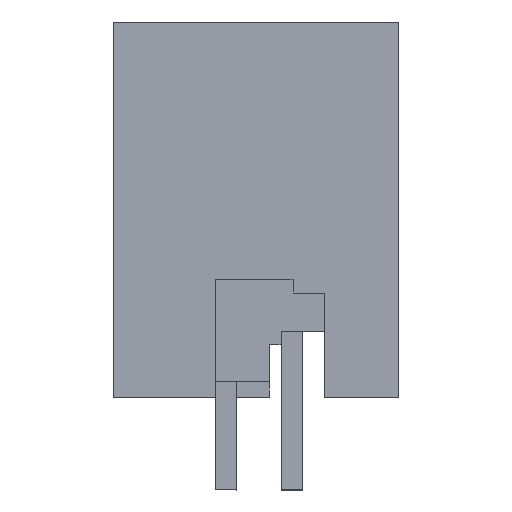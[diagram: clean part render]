
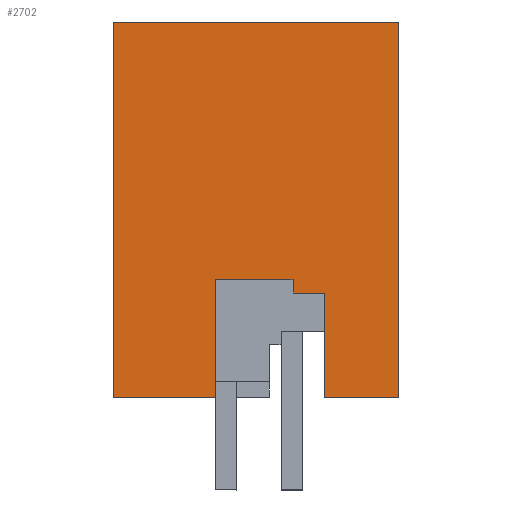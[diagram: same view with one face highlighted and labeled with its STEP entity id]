
A CAD part, left-side view. The second image highlights one B-rep face of the part: STEP entity #2702.
In plain terms, the highlighted planar face has unit normal (-1, 0, 0).
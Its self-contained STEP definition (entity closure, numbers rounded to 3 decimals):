
#2648=AXIS2_PLACEMENT_3D('Plane Axis2P3D',#2645,#2646,#2647) ;
#183=CARTESIAN_POINT('Vertex',(0.,10.8,17.7)) ;
#186=CARTESIAN_POINT('Line Origine',(0.,5.4,17.7)) ;
#190=CARTESIAN_POINT('Vertex',(0.,0.,17.7)) ;
#1287=CARTESIAN_POINT('Vertex',(0.,0.,3.5)) ;
#1290=CARTESIAN_POINT('Line Origine',(0.,0.,10.6)) ;
#1307=CARTESIAN_POINT('Line Origine',(0.,1.4,3.5)) ;
#1311=CARTESIAN_POINT('Vertex',(0.,2.8,3.5)) ;
#1758=CARTESIAN_POINT('Vertex',(0.,10.8,3.5)) ;
#1761=CARTESIAN_POINT('Line Origine',(0.,10.8,10.6)) ;
#2645=CARTESIAN_POINT('Axis2P3D Location',(0.,10.8,12.7)) ;
#2650=CARTESIAN_POINT('Line Origine',(0.,8.875,3.5)) ;
#2654=CARTESIAN_POINT('Vertex',(0.,6.95,3.5)) ;
#2657=CARTESIAN_POINT('Line Origine',(0.,6.95,5.725)) ;
#2661=CARTESIAN_POINT('Vertex',(0.,6.95,7.95)) ;
#2664=CARTESIAN_POINT('Line Origine',(0.,5.475,7.95)) ;
#2668=CARTESIAN_POINT('Vertex',(0.,4.,7.95)) ;
#2671=CARTESIAN_POINT('Line Origine',(0.,4.,7.7)) ;
#2675=CARTESIAN_POINT('Vertex',(0.,4.,7.45)) ;
#2678=CARTESIAN_POINT('Line Origine',(0.,3.4,7.45)) ;
#2682=CARTESIAN_POINT('Vertex',(0.,2.8,7.45)) ;
#2685=CARTESIAN_POINT('Line Origine',(0.,2.8,5.475)) ;
#187=DIRECTION('Vector Direction',(0.,-1.,0.)) ;
#1291=DIRECTION('Vector Direction',(0.,0.,1.)) ;
#1308=DIRECTION('Vector Direction',(0.,-1.,0.)) ;
#1762=DIRECTION('Vector Direction',(0.,0.,1.)) ;
#2646=DIRECTION('Axis2P3D Direction',(1.,0.,0.)) ;
#2647=DIRECTION('Axis2P3D XDirection',(0.,1.,0.)) ;
#2651=DIRECTION('Vector Direction',(0.,-1.,0.)) ;
#2658=DIRECTION('Vector Direction',(0.,0.,-1.)) ;
#2665=DIRECTION('Vector Direction',(0.,-1.,0.)) ;
#2672=DIRECTION('Vector Direction',(0.,0.,-1.)) ;
#2679=DIRECTION('Vector Direction',(0.,-1.,0.)) ;
#2686=DIRECTION('Vector Direction',(0.,0.,-1.)) ;
#188=VECTOR('Line Direction',#187,1.) ;
#1292=VECTOR('Line Direction',#1291,1.) ;
#1309=VECTOR('Line Direction',#1308,1.) ;
#1763=VECTOR('Line Direction',#1762,1.) ;
#2652=VECTOR('Line Direction',#2651,1.) ;
#2659=VECTOR('Line Direction',#2658,1.) ;
#2666=VECTOR('Line Direction',#2665,1.) ;
#2673=VECTOR('Line Direction',#2672,1.) ;
#2680=VECTOR('Line Direction',#2679,1.) ;
#2687=VECTOR('Line Direction',#2686,1.) ;
#2691=ORIENTED_EDGE('',*,*,#1313,.T.) ;
#2692=ORIENTED_EDGE('',*,*,#1294,.T.) ;
#2693=ORIENTED_EDGE('',*,*,#192,.F.) ;
#2694=ORIENTED_EDGE('',*,*,#1765,.F.) ;
#2695=ORIENTED_EDGE('',*,*,#2656,.T.) ;
#2696=ORIENTED_EDGE('',*,*,#2663,.F.) ;
#2697=ORIENTED_EDGE('',*,*,#2670,.T.) ;
#2698=ORIENTED_EDGE('',*,*,#2677,.T.) ;
#2699=ORIENTED_EDGE('',*,*,#2684,.T.) ;
#2700=ORIENTED_EDGE('',*,*,#2689,.T.) ;
#2702=ADVANCED_FACE('HOUSING',(#2701),#2649,.F.) ;
#192=EDGE_CURVE('',#184,#191,#189,.T.) ;
#1294=EDGE_CURVE('',#1288,#191,#1293,.T.) ;
#1313=EDGE_CURVE('',#1312,#1288,#1310,.T.) ;
#1765=EDGE_CURVE('',#1759,#184,#1764,.T.) ;
#2656=EDGE_CURVE('',#1759,#2655,#2653,.T.) ;
#2663=EDGE_CURVE('',#2662,#2655,#2660,.T.) ;
#2670=EDGE_CURVE('',#2662,#2669,#2667,.T.) ;
#2677=EDGE_CURVE('',#2669,#2676,#2674,.T.) ;
#2684=EDGE_CURVE('',#2676,#2683,#2681,.T.) ;
#2689=EDGE_CURVE('',#2683,#1312,#2688,.T.) ;
#2690=EDGE_LOOP('',(#2691,#2692,#2693,#2694,#2695,#2696,#2697,#2698,#2699,#2700)) ;
#2701=FACE_OUTER_BOUND('',#2690,.T.) ;
#189=LINE('Line',#186,#188) ;
#1293=LINE('Line',#1290,#1292) ;
#1310=LINE('Line',#1307,#1309) ;
#1764=LINE('Line',#1761,#1763) ;
#2653=LINE('Line',#2650,#2652) ;
#2660=LINE('Line',#2657,#2659) ;
#2667=LINE('Line',#2664,#2666) ;
#2674=LINE('Line',#2671,#2673) ;
#2681=LINE('Line',#2678,#2680) ;
#2688=LINE('Line',#2685,#2687) ;
#2649=PLANE('',#2648) ;
#184=VERTEX_POINT('',#183) ;
#191=VERTEX_POINT('',#190) ;
#1288=VERTEX_POINT('',#1287) ;
#1312=VERTEX_POINT('',#1311) ;
#1759=VERTEX_POINT('',#1758) ;
#2655=VERTEX_POINT('',#2654) ;
#2662=VERTEX_POINT('',#2661) ;
#2669=VERTEX_POINT('',#2668) ;
#2676=VERTEX_POINT('',#2675) ;
#2683=VERTEX_POINT('',#2682) ;
